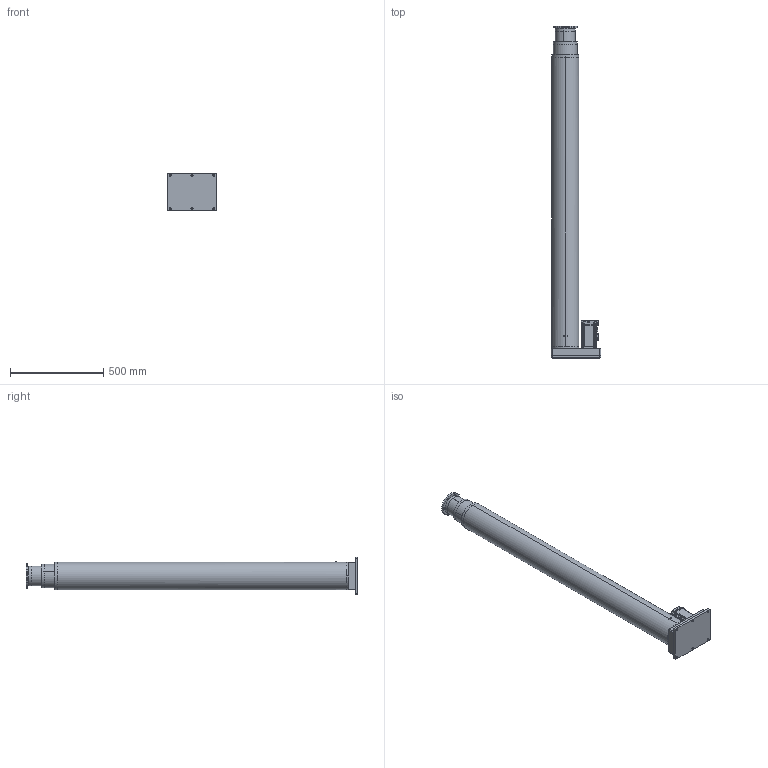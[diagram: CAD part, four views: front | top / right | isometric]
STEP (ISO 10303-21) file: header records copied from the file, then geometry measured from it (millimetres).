
FILE_DESCRIPTION (( 'STEP AP203' ), '1' );
FILE_NAME ('RLD147-15HB-1KN-R4200-S3-375mm-s.STEP', '2025-01-20T07:12:06', ( '微软用户' ), ( '微软中国' ), 'SwSTEP 2.0', 'SolidWorks 2022', '' );
FILE_SCHEMA (( 'CONFIG_CONTROL_DESIGN' ));
Length unit declared in the file: millimetre
Products named in the file (39): 复件 MS1H4-75B30CB-A334Z_ASM_1-37940_ASM.stp^复件 MS1H4-75B30CB-A334Z-S_ASM_1_ASM.stp_复件 MS1H4-75B30CB-(x)334Z.stp_复件 750W-3000带刹车_RLD147-15HB-1KN-R4200-S3-375mm-s; 复件 _1-SO-404410001_1_1_1.stp^复件 MS1H4-75B30CB-A334Z_1_ASM_1_ASM_ASM.stp_复件 MS1H4-75B30CB-A334Z_ASM_1-37904_ASM.stp_复件 MS1H4-75B30CB-A334Z_ASM_1-37940_ASM.stp_复件 MS1H4-75B30CB-A334Z-S_AS~; 复件 22010113--1-SOLI00_1_1_1_1.stp^复件 MS1H4-75B30CB-A334Z_1_ASM_1_ASM_ASM.stp_复件 MS1H4-75B30CB-A334Z_ASM_1-37904_ASM.stp_复件 MS1H4-75B30CB-A334Z_ASM_1-37940_ASM.stp_复件 MS1H4-75B30CB-A334Z~; 复件 _1-SO-417760001_1_1_1.stp^复件 MS1H4-75B30CB-A334Z_1_ASM_1_ASM_ASM.stp_复件 MS1H4-75B30CB-A334Z_ASM_1-37904_ASM.stp_复件 MS1H4-75B30CB-A334Z_ASM_1-37940_ASM.stp_复件 MS1H4-75B30CB-A334Z-S_AS~; 复件 240326-SE-147多节缸箱体盖板^RLD147-15HB-1KN-R4200-S3-375mm-s; 复件 _1-SO-573050001_1_1_1.stp^复件 MS1H4-75B30CB-A334Z_1_ASM_1_ASM_ASM.stp_复件 MS1H4-75B30CB-A334Z_ASM_1-37904_ASM.stp_复件 MS1H4-75B30CB-A334Z_ASM_1-37940_ASM.stp_复件 MS1H4-75B30CB-A334Z-S_AS~; 复件 MS1H4-75B30CB-A334Z-S_ASM_1_ASM.stp^复件 MS1H4-75B30CB-(x)334Z.stp_复件 750W-3000带刹车_RLD147-15HB-1KN-R4200-S3-375mm-s; 复件 _1-SO-421760001_1_1_1.stp^复件 MS1H4-75B30CB-A334Z_1_ASM_1_ASM_ASM.stp_复件 MS1H4-75B30CB-A334Z_ASM_1-37904_ASM.stp_复件 MS1H4-75B30CB-A334Z_ASM_1-37940_ASM.stp_复件 MS1H4-75B30CB-A334Z-S_AS~; RLD147-15HB-1KN-R4200-S3-375mm-s; 复件 31090651--MS1H4-750001_1_1_1.stp^复件 MS1H4-75B30CB-A334Z_1_ASM_1_ASM_ASM.stp_复件 MS1H4-75B30CB-A334Z_ASM_1-37904_ASM.stp_复件 MS1H4-75B30CB-A334Z_ASM_1-37940_ASM.stp_复件 MS1H4-75B30CB-A33~; 复件 31740002--1-SOLI00_1_1_1_1.stp^复件 MS1H4-75B30CB-A334Z_1_ASM_1_ASM_ASM.stp_复件 MS1H4-75B30CB-A334Z_ASM_1-37904_ASM.stp_复件 MS1H4-75B30CB-A334Z_ASM_1-37940_ASM.stp_复件 MS1H4-75B30CB-A334Z~; 复件 1-543110_1_1_1.stp^复件 MS1H4-75B30CB-A334Z_1_ASM_1_ASM_ASM.stp_复件 MS1H4-75B30CB-A334Z_ASM_1-37904_ASM.stp_复件 MS1H4-75B30CB-A334Z_ASM_1-37940_ASM.stp_复件 MS1H4-75B30CB-A334Z-S_ASM_1_ASM~; 复件 31090537--1-SOL000_1_1_1_1.stp^复件 MS1H4-75B30CB-A334Z_1_ASM_1_ASM_ASM.stp_复件 MS1H4-75B30CB-A334Z_ASM_1-37904_ASM.stp_复件 MS1H4-75B30CB-A334Z_ASM_1-37940_ASM.stp_复件 MS1H4-75B30CB-A334Z~; 复件 _1-SO-983650001_1_1_1.stp^复件 MS1H4-75B30CB-A334Z_1_ASM_1_ASM_ASM.stp_复件 MS1H4-75B30CB-A334Z_ASM_1-37904_ASM.stp_复件 MS1H4-75B30CB-A334Z_ASM_1-37940_ASM.stp_复件 MS1H4-75B30CB-A334Z-S_AS~; 复件 240326-SE-147多节缸第四节缸筒^RLD147-15HB-1KN-R4200-S3-375mm-s; 复件 _1-SO-424920001_1_1_1.stp^复件 MS1H4-75B30CB-A334Z_1_ASM_1_ASM_ASM.stp_复件 MS1H4-75B30CB-A334Z_ASM_1-37904_ASM.stp_复件 MS1H4-75B30CB-A334Z_ASM_1-37940_ASM.stp_复件 MS1H4-75B30CB-A334Z-S_AS~; 复件 30_1_1_1_1.stp^复件 MS1H4-75B30CB-A334Z_1_ASM_1_ASM_ASM.stp_复件 MS1H4-75B30CB-A334Z_ASM_1-37904_ASM.stp_复件 MS1H4-75B30CB-A334Z_ASM_1-37940_ASM.stp_复件 MS1H4-75B30CB-A334Z-S_ASM_1_ASM.stp~; 复件 _1-SO-95990001_1_1_1.stp^复件 MS1H4-75B30CB-A334Z_1_ASM_1_ASM_ASM.stp_复件 MS1H4-75B30CB-A334Z_ASM_1-37904_ASM.stp_复件 MS1H4-75B30CB-A334Z_ASM_1-37940_ASM.stp_复件 MS1H4-75B30CB-A334Z-S_ASM~; 复件 240326-SE-147多节缸第二节缸筒^RLD147-15HB-1KN-R4200-S3-375mm-s; 复件 _80-1-SO0001_1_1_1_1.stp^复件 MS1H4-75B30CB-A334Z_1_ASM_1_ASM_ASM.stp_复件 MS1H4-75B30CB-A334Z_ASM_1-37904_ASM.stp_复件 MS1H4-75B30CB-A334Z_ASM_1-37940_ASM.stp_复件 MS1H4-75B30CB-A334Z-S_ASM~; 复件 240326-SE-147多节缸第一节缸筒^RLD147-15HB-1KN-R4200-S3-375mm-s; 复件 _1-SO-740050001_1_1_1.stp^复件 MS1H4-75B30CB-A334Z_1_ASM_1_ASM_ASM.stp_复件 MS1H4-75B30CB-A334Z_ASM_1-37904_ASM.stp_复件 MS1H4-75B30CB-A334Z_ASM_1-37940_ASM.stp_复件 MS1H4-75B30CB-A334Z-S_AS~; 复件 21E8-005-1073-P4_1_1_1_1.stp^复件 MS1H4-75B30CB-A334Z-S_ASM_1_ASM.stp_复件 MS1H4-75B30CB-(x)334Z.stp_复件 750W-3000带刹车_RLD147-15HB-1KN-R4200-S3-375mm-s; 复件 _1-SO-93600001_1_1_1.stp^复件 MS1H4-75B30CB-A334Z_1_ASM_1_ASM_ASM.stp_复件 MS1H4-75B30CB-A334Z_ASM_1-37904_ASM.stp_复件 MS1H4-75B30CB-A334Z_ASM_1-37940_ASM.stp_复件 MS1H4-75B30CB-A334Z-S_ASM~; 复件 _1-SO-417070001_1_1_1.stp^复件 MS1H4-75B30CB-A334Z_1_ASM_1_ASM_ASM.stp_复件 MS1H4-75B30CB-A334Z_ASM_1-37904_ASM.stp_复件 MS1H4-75B30CB-A334Z_ASM_1-37940_ASM.stp_复件 MS1H4-75B30CB-A334Z-S_AS~; 复件 MS1H4-75B30CB-(x)334Z.stp^复件 750W-3000带刹车_RLD147-15HB-1KN-R4200-S3-375mm-s; 复件 MS1H4-75B30CB-A334Z_1_ASM_1_ASM_ASM.stp^复件 MS1H4-75B30CB-A334Z_ASM_1-37904_ASM.stp_复件 MS1H4-75B30CB-A334Z_ASM_1-37940_ASM.stp_复件 MS1H4-75B30CB-A334Z-S_ASM_1_ASM.stp_复件 MS1H4-75B30CB-~; 复件 1-295230_1_1_1.stp^复件 MS1H4-75B30CB-A334Z_1_ASM_1_ASM_ASM.stp_复件 MS1H4-75B30CB-A334Z_ASM_1-37904_ASM.stp_复件 MS1H4-75B30CB-A334Z_ASM_1-37940_ASM.stp_复件 MS1H4-75B30CB-A334Z-S_ASM_1_ASM~; 复件 750W-3000带刹车^RLD147-15HB-1KN-R4200-S3-375mm-s; 复件 21E8-005-1072-P4_1_1_1_1.stp^复件 MS1H4-75B30CB-A334Z-S_ASM_1_ASM.stp_复件 MS1H4-75B30CB-(x)334Z.stp_复件 750W-3000带刹车_RLD147-15HB-1KN-R4200-S3-375mm-s; 复件 MS1H4-75B30CB-A334Z_ASM_1-37904_ASM.stp^复件 MS1H4-75B30CB-A334Z_ASM_1-37940_ASM.stp_复件 MS1H4-75B30CB-A334Z-S_ASM_1_ASM.stp_复件 MS1H4-75B30CB-(x)334Z.stp_复件 750W-3000带刹车_RLD147-15HB-1KN-~; 复件 240326-SE-147多节缸轴承座^RLD147-15HB-1KN-R4200-S3-375mm-s; 复件 22060240_3_1_1_1.stp^复件 MS1H4-75B30CB-A334Z-S_ASM_1_ASM.stp_复件 MS1H4-75B30CB-(x)334Z.stp_复件 750W-3000带刹车_RLD147-15HB-1KN-R4200-S3-375mm-s; 复件 _1-SO-158220001_1_1_1.stp^复件 MS1H4-75B30CB-A334Z_1_ASM_1_ASM_ASM.stp_复件 MS1H4-75B30CB-A334Z_ASM_1-37904_ASM.stp_复件 MS1H4-75B30CB-A334Z_ASM_1-37940_ASM.stp_复件 MS1H4-75B30CB-A334Z-S_AS~; 复件 _1-SO-742120001_1_1_1.stp^复件 MS1H4-75B30CB-A334Z_1_ASM_1_ASM_ASM.stp_复件 MS1H4-75B30CB-A334Z_ASM_1-37904_ASM.stp_复件 MS1H4-75B30CB-A334Z_ASM_1-37940_ASM.stp_复件 MS1H4-75B30CB-A334Z-S_AS~; 复件 31090527--1-SOL000_1_1_1_1.stp^复件 MS1H4-75B30CB-A334Z_1_ASM_1_ASM_ASM.stp_复件 MS1H4-75B30CB-A334Z_ASM_1-37904_ASM.stp_复件 MS1H4-75B30CB-A334Z_ASM_1-37940_ASM.stp_复件 MS1H4-75B30CB-A334Z~; 复件 _1-SO-731880001_1_1_1.stp^复件 MS1H4-75B30CB-A334Z_1_ASM_1_ASM_ASM.stp_复件 MS1H4-75B30CB-A334Z_ASM_1-37904_ASM.stp_复件 MS1H4-75B30CB-A334Z_ASM_1-37940_ASM.stp_复件 MS1H4-75B30CB-A334Z-S_AS~; 复件 240326-SE-147多节缸第三节缸筒^RLD147-15HB-1KN-R4200-S3-375mm-s; 复件 _1-SO-403340001_1_1_1.stp^复件 MS1H4-75B30CB-A334Z_1_ASM_1_ASM_ASM.stp_复件 MS1H4-75B30CB-A334Z_ASM_1-37904_ASM.stp_复件 MS1H4-75B30CB-A334Z_ASM_1-37940_ASM.stp_复件 MS1H4-75B30CB-A334Z-S_AS~
Assembly tree (39 placements, depth 8):
  RLD147-15HB-1KN-R4200-S3-375mm-s
    复件 240326-SE-147多节缸箱体盖板^RLD147-15HB-1KN-R4200-S3-375mm-s
    复件 240326-SE-147多节缸轴承座^RLD147-15HB-1KN-R4200-S3-375mm-s
    复件 240326-SE-147多节缸第二节缸筒^RLD147-15HB-1KN-R4200-S3-375mm-s
    复件 240326-SE-147多节缸第三节缸筒^RLD147-15HB-1KN-R4200-S3-375mm-s
    复件 240326-SE-147多节缸第四节缸筒^RLD147-15HB-1KN-R4200-S3-375mm-s
    复件 240326-SE-147多节缸第一节缸筒^RLD147-15HB-1KN-R4200-S3-375mm-s
    复件 750W-3000带刹车^RLD147-15HB-1KN-R4200-S3-375mm-s
      复件 MS1H4-75B30CB-(x)334Z.stp^复件 750W-3000带刹车_RLD147-15HB-1KN-R4200-S3-375mm-s
        复件 MS1H4-75B30CB-A334Z-S_ASM_1_ASM.stp^复件 MS1H4-75B30CB-(x)334Z.stp_复件 750W-3000带刹车_RLD147-15HB-1KN-R4200-S3-375mm-s
          复件 MS1H4-75B30CB-A334Z_ASM_1-37940_ASM.stp^复件 MS1H4-75B30CB-A334Z-S_ASM_1_ASM.stp_复件 MS1H4-75B30CB-(x)334Z.stp_复件 750W-3000带刹车_RLD147-15HB-1KN-R4200-S3-375mm-s
            复件 MS1H4-75B30CB-A334Z_ASM_1-37904_ASM.stp^复件 MS1H4-75B30CB-A334Z_ASM_1-37940_ASM.stp_复件 MS1H4-75B30CB-A334Z-S_ASM_1_ASM.stp_复件 MS1H4-75B30CB-(x)334Z.stp_复件 750W-3000带刹车_RLD147-15HB-1KN-~
              复件 MS1H4-75B30CB-A334Z_1_ASM_1_ASM_ASM.stp^复件 MS1H4-75B30CB-A334Z_ASM_1-37904_ASM.stp_复件 MS1H4-75B30CB-A334Z_ASM_1-37940_ASM.stp_复件 MS1H4-75B30CB-A334Z-S_ASM_1_ASM.stp_复件 MS1H4-75B30CB-~
                复件 _1-SO-93600001_1_1_1.stp^复件 MS1H4-75B30CB-A334Z_1_ASM_1_ASM_ASM.stp_复件 MS1H4-75B30CB-A334Z_ASM_1-37904_ASM.stp_复件 MS1H4-75B30CB-A334Z_ASM_1-37940_ASM.stp_复件 MS1H4-75B30CB-A334Z-S_ASM~
                复件 _1-SO-95990001_1_1_1.stp^复件 MS1H4-75B30CB-A334Z_1_ASM_1_ASM_ASM.stp_复件 MS1H4-75B30CB-A334Z_ASM_1-37904_ASM.stp_复件 MS1H4-75B30CB-A334Z_ASM_1-37940_ASM.stp_复件 MS1H4-75B30CB-A334Z-S_ASM~
                复件 _1-SO-158220001_1_1_1.stp^复件 MS1H4-75B30CB-A334Z_1_ASM_1_ASM_ASM.stp_复件 MS1H4-75B30CB-A334Z_ASM_1-37904_ASM.stp_复件 MS1H4-75B30CB-A334Z_ASM_1-37940_ASM.stp_复件 MS1H4-75B30CB-A334Z-S_AS~
                复件 31090527--1-SOL000_1_1_1_1.stp^复件 MS1H4-75B30CB-A334Z_1_ASM_1_ASM_ASM.stp_复件 MS1H4-75B30CB-A334Z_ASM_1-37904_ASM.stp_复件 MS1H4-75B30CB-A334Z_ASM_1-37940_ASM.stp_复件 MS1H4-75B30CB-A334Z~
                复件 1-295230_1_1_1.stp^复件 MS1H4-75B30CB-A334Z_1_ASM_1_ASM_ASM.stp_复件 MS1H4-75B30CB-A334Z_ASM_1-37904_ASM.stp_复件 MS1H4-75B30CB-A334Z_ASM_1-37940_ASM.stp_复件 MS1H4-75B30CB-A334Z-S_ASM_1_ASM~
                复件 31740002--1-SOLI00_1_1_1_1.stp^复件 MS1H4-75B30CB-A334Z_1_ASM_1_ASM_ASM.stp_复件 MS1H4-75B30CB-A334Z_ASM_1-37904_ASM.stp_复件 MS1H4-75B30CB-A334Z_ASM_1-37940_ASM.stp_复件 MS1H4-75B30CB-A334Z~
                复件 _1-SO-403340001_1_1_1.stp^复件 MS1H4-75B30CB-A334Z_1_ASM_1_ASM_ASM.stp_复件 MS1H4-75B30CB-A334Z_ASM_1-37904_ASM.stp_复件 MS1H4-75B30CB-A334Z_ASM_1-37940_ASM.stp_复件 MS1H4-75B30CB-A334Z-S_AS~
                复件 _1-SO-404410001_1_1_1.stp^复件 MS1H4-75B30CB-A334Z_1_ASM_1_ASM_ASM.stp_复件 MS1H4-75B30CB-A334Z_ASM_1-37904_ASM.stp_复件 MS1H4-75B30CB-A334Z_ASM_1-37940_ASM.stp_复件 MS1H4-75B30CB-A334Z-S_AS~
                复件 31090537--1-SOL000_1_1_1_1.stp^复件 MS1H4-75B30CB-A334Z_1_ASM_1_ASM_ASM.stp_复件 MS1H4-75B30CB-A334Z_ASM_1-37904_ASM.stp_复件 MS1H4-75B30CB-A334Z_ASM_1-37940_ASM.stp_复件 MS1H4-75B30CB-A334Z~
                复件 _80-1-SO0001_1_1_1_1.stp^复件 MS1H4-75B30CB-A334Z_1_ASM_1_ASM_ASM.stp_复件 MS1H4-75B30CB-A334Z_ASM_1-37904_ASM.stp_复件 MS1H4-75B30CB-A334Z_ASM_1-37940_ASM.stp_复件 MS1H4-75B30CB-A334Z-S_ASM~
                复件 _1-SO-417070001_1_1_1.stp^复件 MS1H4-75B30CB-A334Z_1_ASM_1_ASM_ASM.stp_复件 MS1H4-75B30CB-A334Z_ASM_1-37904_ASM.stp_复件 MS1H4-75B30CB-A334Z_ASM_1-37940_ASM.stp_复件 MS1H4-75B30CB-A334Z-S_AS~
                复件 _1-SO-417760001_1_1_1.stp^复件 MS1H4-75B30CB-A334Z_1_ASM_1_ASM_ASM.stp_复件 MS1H4-75B30CB-A334Z_ASM_1-37904_ASM.stp_复件 MS1H4-75B30CB-A334Z_ASM_1-37940_ASM.stp_复件 MS1H4-75B30CB-A334Z-S_AS~
                复件 _1-SO-421760001_1_1_1.stp^复件 MS1H4-75B30CB-A334Z_1_ASM_1_ASM_ASM.stp_复件 MS1H4-75B30CB-A334Z_ASM_1-37904_ASM.stp_复件 MS1H4-75B30CB-A334Z_ASM_1-37940_ASM.stp_复件 MS1H4-75B30CB-A334Z-S_AS~
                复件 _1-SO-424920001_1_1_1.stp^复件 MS1H4-75B30CB-A334Z_1_ASM_1_ASM_ASM.stp_复件 MS1H4-75B30CB-A334Z_ASM_1-37904_ASM.stp_复件 MS1H4-75B30CB-A334Z_ASM_1-37940_ASM.stp_复件 MS1H4-75B30CB-A334Z-S_AS~
                复件 30_1_1_1_1.stp^复件 MS1H4-75B30CB-A334Z_1_ASM_1_ASM_ASM.stp_复件 MS1H4-75B30CB-A334Z_ASM_1-37904_ASM.stp_复件 MS1H4-75B30CB-A334Z_ASM_1-37940_ASM.stp_复件 MS1H4-75B30CB-A334Z-S_ASM_1_ASM.stp~
                复件 1-543110_1_1_1.stp^复件 MS1H4-75B30CB-A334Z_1_ASM_1_ASM_ASM.stp_复件 MS1H4-75B30CB-A334Z_ASM_1-37904_ASM.stp_复件 MS1H4-75B30CB-A334Z_ASM_1-37940_ASM.stp_复件 MS1H4-75B30CB-A334Z-S_ASM_1_ASM~
                复件 _1-SO-573050001_1_1_1.stp^复件 MS1H4-75B30CB-A334Z_1_ASM_1_ASM_ASM.stp_复件 MS1H4-75B30CB-A334Z_ASM_1-37904_ASM.stp_复件 MS1H4-75B30CB-A334Z_ASM_1-37940_ASM.stp_复件 MS1H4-75B30CB-A334Z-S_AS~
                复件 31090651--MS1H4-750001_1_1_1.stp^复件 MS1H4-75B30CB-A334Z_1_ASM_1_ASM_ASM.stp_复件 MS1H4-75B30CB-A334Z_ASM_1-37904_ASM.stp_复件 MS1H4-75B30CB-A334Z_ASM_1-37940_ASM.stp_复件 MS1H4-75B30CB-A33~
                复件 22010113--1-SOLI00_1_1_1_1.stp^复件 MS1H4-75B30CB-A334Z_1_ASM_1_ASM_ASM.stp_复件 MS1H4-75B30CB-A334Z_ASM_1-37904_ASM.stp_复件 MS1H4-75B30CB-A334Z_ASM_1-37940_ASM.stp_复件 MS1H4-75B30CB-A334Z~
                复件 _1-SO-731880001_1_1_1.stp^复件 MS1H4-75B30CB-A334Z_1_ASM_1_ASM_ASM.stp_复件 MS1H4-75B30CB-A334Z_ASM_1-37904_ASM.stp_复件 MS1H4-75B30CB-A334Z_ASM_1-37940_ASM.stp_复件 MS1H4-75B30CB-A334Z-S_AS~
                复件 _1-SO-740050001_1_1_1.stp^复件 MS1H4-75B30CB-A334Z_1_ASM_1_ASM_ASM.stp_复件 MS1H4-75B30CB-A334Z_ASM_1-37904_ASM.stp_复件 MS1H4-75B30CB-A334Z_ASM_1-37940_ASM.stp_复件 MS1H4-75B30CB-A334Z-S_AS~
                复件 _1-SO-742120001_1_1_1.stp^复件 MS1H4-75B30CB-A334Z_1_ASM_1_ASM_ASM.stp_复件 MS1H4-75B30CB-A334Z_ASM_1-37904_ASM.stp_复件 MS1H4-75B30CB-A334Z_ASM_1-37940_ASM.stp_复件 MS1H4-75B30CB-A334Z-S_AS~
                复件 _1-SO-983650001_1_1_1.stp^复件 MS1H4-75B30CB-A334Z_1_ASM_1_ASM_ASM.stp_复件 MS1H4-75B30CB-A334Z_ASM_1-37904_ASM.stp_复件 MS1H4-75B30CB-A334Z_ASM_1-37940_ASM.stp_复件 MS1H4-75B30CB-A334Z-S_AS~
          复件 21E8-005-1072-P4_1_1_1_1.stp^复件 MS1H4-75B30CB-A334Z-S_ASM_1_ASM.stp_复件 MS1H4-75B30CB-(x)334Z.stp_复件 750W-3000带刹车_RLD147-15HB-1KN-R4200-S3-375mm-s
          复件 21E8-005-1073-P4_1_1_1_1.stp^复件 MS1H4-75B30CB-A334Z-S_ASM_1_ASM.stp_复件 MS1H4-75B30CB-(x)334Z.stp_复件 750W-3000带刹车_RLD147-15HB-1KN-R4200-S3-375mm-s
          复件 22060240_3_1_1_1.stp^复件 MS1H4-75B30CB-A334Z-S_ASM_1_ASM.stp_复件 MS1H4-75B30CB-(x)334Z.stp_复件 750W-3000带刹车_RLD147-15HB-1KN-R4200-S3-375mm-s  x2
Bounding box: 265 x 1780 x 200 mm (x, y, z)
Volume: 11233027.3 mm3; surface area: 4924320.2 mm2
Topology: 33 solids, 37 shells, 1938 faces, 5180 edges, 3386 vertices
Faces by surface type: plane 1136, cylinder 586, torus 102, bspline 66, cone 40, sphere 8
Entity records: 68888 total; most frequent: CARTESIAN_POINT 16259, ORIENTED_EDGE 10208, DIRECTION 10011, EDGE_CURVE 5108, AXIS2_PLACEMENT_3D 3371, VERTEX_POINT 3342, VECTOR 3269, LINE 3269
